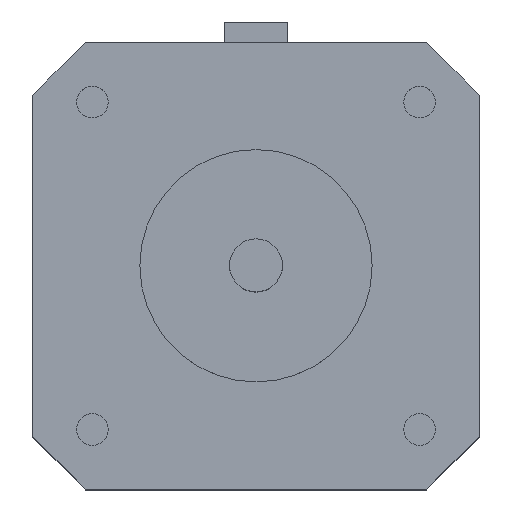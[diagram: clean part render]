
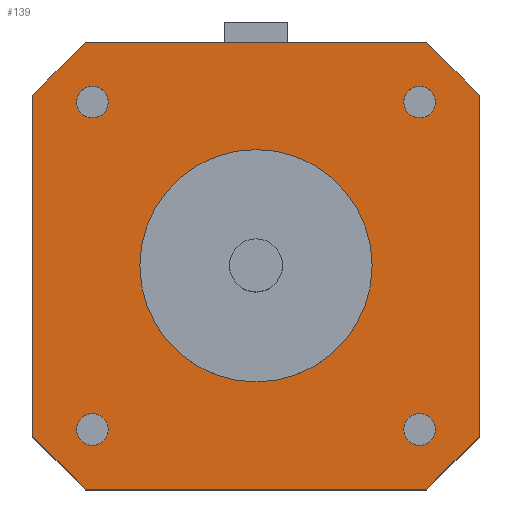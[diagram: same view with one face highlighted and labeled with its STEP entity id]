
A CAD part, top view. The second image highlights one B-rep face of the part: STEP entity #139.
In plain terms, the highlighted planar face has unit normal (0, 0, 1).
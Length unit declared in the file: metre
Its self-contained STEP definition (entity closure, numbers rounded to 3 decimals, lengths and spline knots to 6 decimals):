
#139=ADVANCED_FACE('0:36',(#291,#292,#293,#294,#295,#296),#297,.T.);
#291=FACE_BOUND('',#457,.T.);
#292=FACE_BOUND('',#458,.T.);
#293=FACE_BOUND('',#459,.T.);
#294=FACE_BOUND('',#460,.T.);
#295=FACE_OUTER_BOUND('',#461,.T.);
#296=FACE_BOUND('',#462,.T.);
#297=PLANE('',#463);
#457=EDGE_LOOP('',(#789,#790));
#458=EDGE_LOOP('',(#791,#792));
#459=EDGE_LOOP('',(#793,#794));
#460=EDGE_LOOP('',(#795,#796));
#461=EDGE_LOOP('',(#797,#798,#799,#800,#801,#802,#803,#804));
#462=EDGE_LOOP('',(#805,#806));
#463=AXIS2_PLACEMENT_3D('',#807,#808,#809);
#789=ORIENTED_EDGE('',*,*,#1075,.F.);
#790=ORIENTED_EDGE('',*,*,#1057,.F.);
#791=ORIENTED_EDGE('',*,*,#1077,.F.);
#792=ORIENTED_EDGE('',*,*,#1048,.F.);
#793=ORIENTED_EDGE('',*,*,#1091,.F.);
#794=ORIENTED_EDGE('',*,*,#1092,.F.);
#795=ORIENTED_EDGE('',*,*,#1087,.F.);
#796=ORIENTED_EDGE('',*,*,#963,.F.);
#797=ORIENTED_EDGE('',*,*,#1011,.T.);
#798=ORIENTED_EDGE('',*,*,#1004,.T.);
#799=ORIENTED_EDGE('',*,*,#1093,.T.);
#800=ORIENTED_EDGE('',*,*,#973,.T.);
#801=ORIENTED_EDGE('',*,*,#1094,.T.);
#802=ORIENTED_EDGE('',*,*,#1095,.T.);
#803=ORIENTED_EDGE('',*,*,#1096,.T.);
#804=ORIENTED_EDGE('',*,*,#1097,.T.);
#805=ORIENTED_EDGE('',*,*,#1021,.F.);
#806=ORIENTED_EDGE('',*,*,#1023,.F.);
#807=CARTESIAN_POINT('',(-0.0,0.0,0.0));
#808=DIRECTION('',(-0.0,0.0,1.0));
#809=DIRECTION('',(1.0,0.0,0.0));
#963=EDGE_CURVE('',#1136,#1132,#1138,.T.);
#973=EDGE_CURVE('',#1150,#1154,#1156,.F.);
#1004=EDGE_CURVE('',#1205,#1209,#1211,.F.);
#1011=EDGE_CURVE('',#1221,#1205,#1222,.T.);
#1021=EDGE_CURVE('',#1236,#1231,#1238,.T.);
#1023=EDGE_CURVE('',#1231,#1236,#1240,.T.);
#1048=EDGE_CURVE('',#1278,#1274,#1280,.T.);
#1057=EDGE_CURVE('',#1293,#1289,#1295,.T.);
#1075=EDGE_CURVE('',#1289,#1293,#1317,.T.);
#1077=EDGE_CURVE('',#1274,#1278,#1319,.T.);
#1087=EDGE_CURVE('',#1132,#1136,#1331,.T.);
#1091=EDGE_CURVE('',#1335,#1336,#1337,.T.);
#1092=EDGE_CURVE('',#1336,#1335,#1338,.T.);
#1093=EDGE_CURVE('',#1209,#1150,#1339,.T.);
#1094=EDGE_CURVE('',#1154,#1340,#1341,.T.);
#1095=EDGE_CURVE('',#1340,#1342,#1343,.F.);
#1096=EDGE_CURVE('',#1342,#1344,#1345,.T.);
#1097=EDGE_CURVE('',#1344,#1221,#1346,.F.);
#1132=VERTEX_POINT('',#1383);
#1136=VERTEX_POINT('',#1388);
#1138=CIRCLE('',#1391,0.0015);
#1150=VERTEX_POINT('',#1407);
#1154=VERTEX_POINT('',#1413);
#1156=LINE('',#1416,#1417);
#1205=VERTEX_POINT('',#1488);
#1209=VERTEX_POINT('',#1494);
#1211=LINE('',#1497,#1498);
#1221=VERTEX_POINT('',#1512);
#1222=LINE('',#1513,#1514);
#1231=VERTEX_POINT('',#1527);
#1236=VERTEX_POINT('',#1533);
#1238=CIRCLE('',#1536,0.011);
#1240=CIRCLE('',#1538,0.011);
#1274=VERTEX_POINT('',#1584);
#1278=VERTEX_POINT('',#1589);
#1280=CIRCLE('',#1592,0.0015);
#1289=VERTEX_POINT('',#1603);
#1293=VERTEX_POINT('',#1608);
#1295=CIRCLE('',#1611,0.0015);
#1317=CIRCLE('',#1644,0.0015);
#1319=CIRCLE('',#1646,0.0015);
#1331=CIRCLE('',#1659,0.0015);
#1335=VERTEX_POINT('',#1663);
#1336=VERTEX_POINT('',#1664);
#1337=CIRCLE('',#1665,0.0015);
#1338=CIRCLE('',#1666,0.0015);
#1339=LINE('',#1667,#1668);
#1340=VERTEX_POINT('',#1669);
#1341=LINE('',#1670,#1671);
#1342=VERTEX_POINT('',#1672);
#1343=LINE('',#1673,#1674);
#1344=VERTEX_POINT('',#1675);
#1345=LINE('',#1676,#1677);
#1346=LINE('',#1678,#1679);
#1383=CARTESIAN_POINT('',(-0.014,0.0155,0.0));
#1388=CARTESIAN_POINT('',(-0.017,0.0155,0.0));
#1391=AXIS2_PLACEMENT_3D('',#1733,#1734,#1735);
#1407=CARTESIAN_POINT('',(0.01615,-0.02115,0.0));
#1413=CARTESIAN_POINT('',(0.02115,-0.01615,0.0));
#1416=CARTESIAN_POINT('',(0.01865,-0.01865,0.0));
#1417=VECTOR('',#1743,1.0);
#1488=CARTESIAN_POINT('',(-0.02115,-0.01615,0.0));
#1494=CARTESIAN_POINT('',(-0.01615,-0.02115,0.0));
#1497=CARTESIAN_POINT('',(-0.01865,-0.01865,0.0));
#1498=VECTOR('',#1769,1.0);
#1512=CARTESIAN_POINT('',(-0.02115,0.01615,0.0));
#1513=CARTESIAN_POINT('',(-0.02115,0.02115,0.0));
#1514=VECTOR('',#1774,1.0);
#1527=CARTESIAN_POINT('',(-0.011,0.,0.0));
#1533=CARTESIAN_POINT('',(0.011,0.0,0.0));
#1536=AXIS2_PLACEMENT_3D('',#1784,#1785,#1786);
#1538=AXIS2_PLACEMENT_3D('',#1787,#1788,#1789);
#1584=CARTESIAN_POINT('',(0.017,-0.0155,0.0));
#1589=CARTESIAN_POINT('',(0.014,-0.0155,0.0));
#1592=AXIS2_PLACEMENT_3D('',#1816,#1817,#1818);
#1603=CARTESIAN_POINT('',(-0.014,-0.0155,0.0));
#1608=CARTESIAN_POINT('',(-0.017,-0.0155,0.0));
#1611=AXIS2_PLACEMENT_3D('',#1829,#1830,#1831);
#1644=AXIS2_PLACEMENT_3D('',#1846,#1847,#1848);
#1646=AXIS2_PLACEMENT_3D('',#1849,#1850,#1851);
#1659=AXIS2_PLACEMENT_3D('',#1865,#1866,#1867);
#1663=CARTESIAN_POINT('',(0.017,0.0155,0.0));
#1664=CARTESIAN_POINT('',(0.014,0.0155,0.0));
#1665=AXIS2_PLACEMENT_3D('',#1871,#1872,#1873);
#1666=AXIS2_PLACEMENT_3D('',#1874,#1875,#1876);
#1667=CARTESIAN_POINT('',(-0.02115,-0.02115,0.0));
#1668=VECTOR('',#1877,1.0);
#1669=CARTESIAN_POINT('',(0.02115,0.01615,0.0));
#1670=CARTESIAN_POINT('',(0.02115,0.02115,0.0));
#1671=VECTOR('',#1878,1.0);
#1672=CARTESIAN_POINT('',(0.01615,0.02115,0.0));
#1673=CARTESIAN_POINT('',(0.01865,0.01865,0.0));
#1674=VECTOR('',#1879,1.0);
#1675=CARTESIAN_POINT('',(-0.01615,0.02115,0.0));
#1676=CARTESIAN_POINT('',(-0.02115,0.02115,0.0));
#1677=VECTOR('',#1880,1.0);
#1678=CARTESIAN_POINT('',(-0.01865,0.01865,0.0));
#1679=VECTOR('',#1881,1.0);
#1733=CARTESIAN_POINT('',(-0.0155,0.0155,0.0));
#1734=DIRECTION('',(0.0,0.0,1.0));
#1735=DIRECTION('',(1.0,0.0,-0.0));
#1743=DIRECTION('',(-0.707,-0.707,0.0));
#1769=DIRECTION('',(-0.707,0.707,0.0));
#1774=DIRECTION('',(0.0,-1.0,0.0));
#1784=CARTESIAN_POINT('',(0.0,0.0,0.0));
#1785=DIRECTION('',(0.0,0.0,1.0));
#1786=DIRECTION('',(1.0,0.0,-0.0));
#1787=CARTESIAN_POINT('',(0.0,0.0,0.0));
#1788=DIRECTION('',(0.0,0.0,1.0));
#1789=DIRECTION('',(1.0,0.0,-0.0));
#1816=CARTESIAN_POINT('',(0.0155,-0.0155,0.0));
#1817=DIRECTION('',(0.0,0.0,1.0));
#1818=DIRECTION('',(1.0,0.0,-0.0));
#1829=CARTESIAN_POINT('',(-0.0155,-0.0155,0.0));
#1830=DIRECTION('',(0.0,0.0,1.0));
#1831=DIRECTION('',(1.0,0.0,-0.0));
#1846=CARTESIAN_POINT('',(-0.0155,-0.0155,0.0));
#1847=DIRECTION('',(0.0,0.0,1.0));
#1848=DIRECTION('',(1.0,0.0,-0.0));
#1849=CARTESIAN_POINT('',(0.0155,-0.0155,0.0));
#1850=DIRECTION('',(0.0,0.0,1.0));
#1851=DIRECTION('',(1.0,0.0,-0.0));
#1865=CARTESIAN_POINT('',(-0.0155,0.0155,0.0));
#1866=DIRECTION('',(0.0,0.0,1.0));
#1867=DIRECTION('',(1.0,0.0,-0.0));
#1871=CARTESIAN_POINT('',(0.0155,0.0155,0.0));
#1872=DIRECTION('',(0.0,0.0,1.0));
#1873=DIRECTION('',(1.0,0.0,-0.0));
#1874=CARTESIAN_POINT('',(0.0155,0.0155,0.0));
#1875=DIRECTION('',(0.0,0.0,1.0));
#1876=DIRECTION('',(1.0,0.0,-0.0));
#1877=DIRECTION('',(1.0,0.0,0.0));
#1878=DIRECTION('',(-0.0,1.0,-0.0));
#1879=DIRECTION('',(0.707,-0.707,0.0));
#1880=DIRECTION('',(-1.0,0.,-0.0));
#1881=DIRECTION('',(0.707,0.707,0.0));
